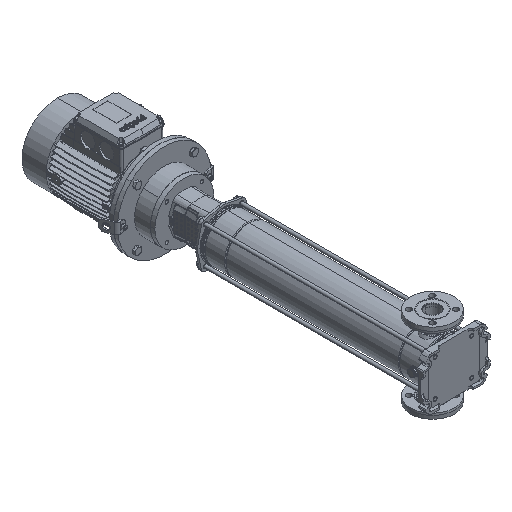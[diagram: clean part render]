
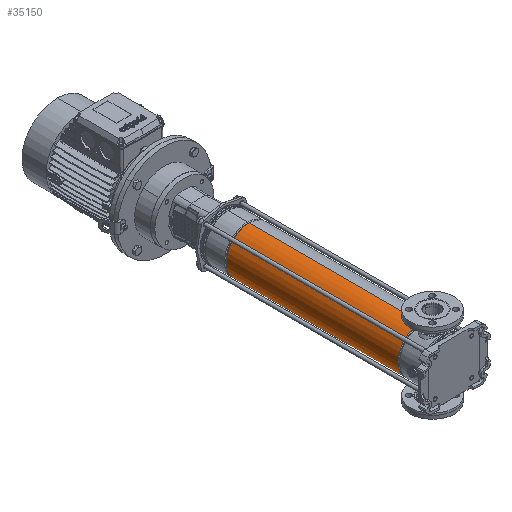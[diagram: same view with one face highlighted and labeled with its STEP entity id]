
A CAD part, isometric view. The second image highlights one B-rep face of the part: STEP entity #35150.
In plain terms, the highlighted cylindrical face has radius 85.9 mm (diameter 171.8 mm), a partial arc.
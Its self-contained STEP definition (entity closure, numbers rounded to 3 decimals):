
#5030 = EDGE_CURVE ( 'NONE', #82226, #74862, #68150, .T. ) ;
#5885 = EDGE_LOOP ( 'NONE', ( #31575, #84897, #96680, #33416 ) ) ;
#10825 = DIRECTION ( 'NONE',  ( -1., 0., 0. ) ) ;
#14596 = DIRECTION ( 'NONE',  ( -1., 0., 0. ) ) ;
#14607 = AXIS2_PLACEMENT_3D ( 'NONE', #49785, #65003, #94462 ) ;
#15386 = CARTESIAN_POINT ( 'NONE',  ( -85.9, 0., 93.897 ) ) ;
#18517 = DIRECTION ( 'NONE',  ( 0., 0., -1. ) ) ;
#19152 = CYLINDRICAL_SURFACE ( 'NONE', #24145, 85.9 ) ;
#23558 = EDGE_CURVE ( 'NONE', #74862, #46487, #96117, .T. ) ;
#24145 = AXIS2_PLACEMENT_3D ( 'NONE', #63340, #50069, #10825 ) ;
#30768 = CARTESIAN_POINT ( 'NONE',  ( 85.9, 0., 0. ) ) ;
#31575 = ORIENTED_EDGE ( 'NONE', *, *, #5030, .F. ) ;
#33221 = CARTESIAN_POINT ( 'NONE',  ( -85.9, 0., 0. ) ) ;
#33416 = ORIENTED_EDGE ( 'NONE', *, *, #23558, .F. ) ;
#35150 = ADVANCED_FACE ( 'NONE', ( #79086 ), #19152, .T. ) ;
#37144 = VECTOR ( 'NONE', #60739, 1000. ) ;
#38267 = VERTEX_POINT ( 'NONE', #74449 ) ;
#40106 = LINE ( 'NONE', #33221, #92294 ) ;
#44589 = CARTESIAN_POINT ( 'NONE',  ( 85.9, 0., 93.897 ) ) ;
#46487 = VERTEX_POINT ( 'NONE', #15386 ) ;
#47456 = AXIS2_PLACEMENT_3D ( 'NONE', #51903, #81903, #14596 ) ;
#49785 = CARTESIAN_POINT ( 'NONE',  ( 0., 0., 93.897 ) ) ;
#50069 = DIRECTION ( 'NONE',  ( 0., 0., -1. ) ) ;
#50520 = CIRCLE ( 'NONE', #47456, 85.9 ) ;
#51903 = CARTESIAN_POINT ( 'NONE',  ( 0., 0., 735.803 ) ) ;
#55808 = CARTESIAN_POINT ( 'NONE',  ( 85.9, 0., 735.803 ) ) ;
#60739 = DIRECTION ( 'NONE',  ( 0., 0., -1. ) ) ;
#63340 = CARTESIAN_POINT ( 'NONE',  ( 0., 0., 0. ) ) ;
#65003 = DIRECTION ( 'NONE',  ( 0., 0., -1. ) ) ;
#68150 = LINE ( 'NONE', #30768, #37144 ) ;
#72717 = EDGE_CURVE ( 'NONE', #82226, #38267, #50520, .T. ) ;
#74449 = CARTESIAN_POINT ( 'NONE',  ( -85.9, 0., 735.803 ) ) ;
#74862 = VERTEX_POINT ( 'NONE', #44589 ) ;
#79086 = FACE_OUTER_BOUND ( 'NONE', #5885, .T. ) ;
#81903 = DIRECTION ( 'NONE',  ( 0., 0., -1. ) ) ;
#82226 = VERTEX_POINT ( 'NONE', #55808 ) ;
#84897 = ORIENTED_EDGE ( 'NONE', *, *, #72717, .T. ) ;
#90821 = EDGE_CURVE ( 'NONE', #38267, #46487, #40106, .T. ) ;
#92294 = VECTOR ( 'NONE', #18517, 1000. ) ;
#94462 = DIRECTION ( 'NONE',  ( -1., 0., 0. ) ) ;
#96117 = CIRCLE ( 'NONE', #14607, 85.9 ) ;
#96680 = ORIENTED_EDGE ( 'NONE', *, *, #90821, .T. ) ;
